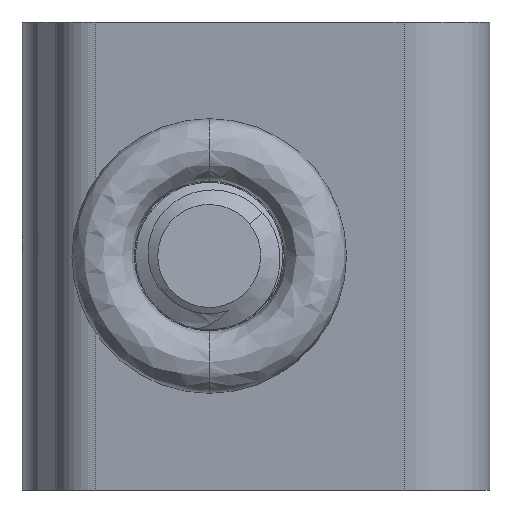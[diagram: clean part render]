
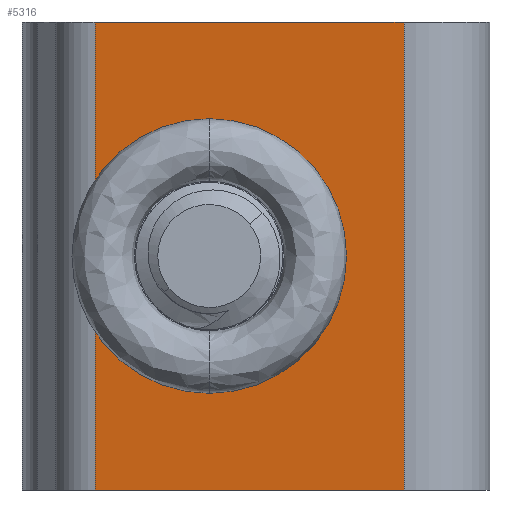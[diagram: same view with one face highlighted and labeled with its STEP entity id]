
A CAD part, front view. The second image highlights one B-rep face of the part: STEP entity #5316.
In plain terms, the highlighted planar face has unit normal (-0.149, -0.989, 0).
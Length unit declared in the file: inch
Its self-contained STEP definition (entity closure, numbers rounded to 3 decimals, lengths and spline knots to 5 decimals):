
#88 = VERTEX_POINT ( 'NONE', #938 ) ;
#168 = ORIENTED_EDGE ( 'NONE', *, *, #5122, .F. ) ;
#232 = DIRECTION ( 'NONE',  ( -0.989, 0.149, 0. ) ) ;
#357 = EDGE_CURVE ( 'NONE', #88, #2553, #5035, .T. ) ;
#397 = EDGE_CURVE ( 'NONE', #790, #88, #4229, .T. ) ;
#431 = DIRECTION ( 'NONE',  ( 0.149, 0.989, 0. ) ) ;
#464 = EDGE_CURVE ( 'NONE', #4307, #4381, #1894, .T. ) ;
#553 = CARTESIAN_POINT ( 'NONE',  ( 0.35983, -0.39128, -0.1335 ) ) ;
#569 = CARTESIAN_POINT ( 'NONE',  ( 0.35983, -0.39128, -0.1335 ) ) ;
#591 = EDGE_CURVE ( 'NONE', #4307, #4171, #2687, .T. ) ;
#764 = VERTEX_POINT ( 'NONE', #5454 ) ;
#790 = VERTEX_POINT ( 'NONE', #3728 ) ;
#806 = ORIENTED_EDGE ( 'NONE', *, *, #357, .F. ) ;
#938 = CARTESIAN_POINT ( 'NONE',  ( 0.61197, -0.42917, 0.375 ) ) ;
#992 = CARTESIAN_POINT ( 'NONE',  ( 0.35983, -0.39128, 0.1335 ) ) ;
#1108 = EDGE_LOOP ( 'NONE', ( #168, #2054, #5489, #3886 ) ) ;
#1165 = CARTESIAN_POINT ( 'NONE',  ( 0.03283, -0.34214, -0.1335 ) ) ;
#1303 = VECTOR ( 'NONE', #2465, 39.37008 ) ;
#1442 = LINE ( 'NONE', #3788, #4402 ) ;
#1656 = CARTESIAN_POINT ( 'NONE',  ( 0.35983, -0.39128, -0.1335 ) ) ;
#1686 = EDGE_LOOP ( 'NONE', ( #806, #2217, #3941, #5197 ) ) ;
#1753 = EDGE_CURVE ( 'NONE', #764, #4171, #1442, .T. ) ;
#1800 = EDGE_CURVE ( 'NONE', #2006, #790, #5746, .T. ) ;
#1894 = LINE ( 'NONE', #1656, #2900 ) ;
#2006 = VERTEX_POINT ( 'NONE', #3681 ) ;
#2037 = CARTESIAN_POINT ( 'NONE',  ( 0.11685, -0.35477, 0.375 ) ) ;
#2054 = ORIENTED_EDGE ( 'NONE', *, *, #1753, .T. ) ;
#2082 = CARTESIAN_POINT ( 'NONE',  ( 0.29983, -0.38226, 0.1335 ) ) ;
#2089 = EDGE_CURVE ( 'NONE', #2553, #2006, #5305, .T. ) ;
#2132 = CARTESIAN_POINT ( 'NONE',  ( 0.62683, -0.4314, -0.1335 ) ) ;
#2203 = VECTOR ( 'NONE', #5069, 39.37008 ) ;
#2217 = ORIENTED_EDGE ( 'NONE', *, *, #397, .F. ) ;
#2465 = DIRECTION ( 'NONE',  ( 0., 0., 1. ) ) ;
#2508 = DIRECTION ( 'NONE',  ( 0., 0., -1. ) ) ;
#2528 = CARTESIAN_POINT ( 'NONE',  ( 0.03283, -0.34214, 0.1335 ) ) ;
#2553 = VERTEX_POINT ( 'NONE', #4107 ) ;
#2674 = CARTESIAN_POINT ( 'NONE',  ( 0.29983, -0.38226, -0.1335 ) ) ;
#2687 =( BOUNDED_CURVE ( )  B_SPLINE_CURVE ( 3, ( #553, #2132, #3897, #992 ),
 .UNSPECIFIED., .F., .F. ) 
 B_SPLINE_CURVE_WITH_KNOTS ( ( 4, 4 ),
 ( 1.5708, 4.71239 ),
 .UNSPECIFIED. ) 
 CURVE ( )  GEOMETRIC_REPRESENTATION_ITEM ( )  RATIONAL_B_SPLINE_CURVE ( ( 1., 0.333, 0.333, 1. ) ) 
 REPRESENTATION_ITEM ( '' )  );
#2900 = VECTOR ( 'NONE', #5235, 39.37008 ) ;
#2969 = VECTOR ( 'NONE', #2508, 39.37008 ) ;
#3259 =( BOUNDED_CURVE ( )  B_SPLINE_CURVE ( 3, ( #2082, #2528, #1165, #4347 ),
 .UNSPECIFIED., .F., .T. ) 
 B_SPLINE_CURVE_WITH_KNOTS ( ( 4, 4 ),
 ( 4.71239, 7.85398 ),
 .UNSPECIFIED. ) 
 CURVE ( )  GEOMETRIC_REPRESENTATION_ITEM ( )  RATIONAL_B_SPLINE_CURVE ( ( 1., 0.333, 0.333, 1. ) ) 
 REPRESENTATION_ITEM ( '' )  );
#3307 = FACE_BOUND ( 'NONE', #1108, .T. ) ;
#3549 = PLANE ( 'NONE',  #5055 ) ;
#3567 = DIRECTION ( 'NONE',  ( -0.989, 0.149, 0. ) ) ;
#3681 = CARTESIAN_POINT ( 'NONE',  ( 0.11685, -0.35477, -0.375 ) ) ;
#3728 = CARTESIAN_POINT ( 'NONE',  ( 0.11685, -0.35477, 0.375 ) ) ;
#3788 = CARTESIAN_POINT ( 'NONE',  ( 0.29983, -0.38226, 0.1335 ) ) ;
#3886 = ORIENTED_EDGE ( 'NONE', *, *, #464, .T. ) ;
#3897 = CARTESIAN_POINT ( 'NONE',  ( 0.62683, -0.4314, 0.1335 ) ) ;
#3941 = ORIENTED_EDGE ( 'NONE', *, *, #1800, .F. ) ;
#4107 = CARTESIAN_POINT ( 'NONE',  ( 0.61197, -0.42917, -0.375 ) ) ;
#4171 = VERTEX_POINT ( 'NONE', #4650 ) ;
#4229 = LINE ( 'NONE', #4316, #2203 ) ;
#4307 = VERTEX_POINT ( 'NONE', #569 ) ;
#4316 = CARTESIAN_POINT ( 'NONE',  ( 0.61197, -0.42917, 0.375 ) ) ;
#4326 = CARTESIAN_POINT ( 'NONE',  ( 0.61197, -0.42917, 0.375 ) ) ;
#4347 = CARTESIAN_POINT ( 'NONE',  ( 0.29983, -0.38226, -0.1335 ) ) ;
#4381 = VERTEX_POINT ( 'NONE', #2674 ) ;
#4402 = VECTOR ( 'NONE', #4449, 39.37008 ) ;
#4449 = DIRECTION ( 'NONE',  ( 0.989, -0.149, 0. ) ) ;
#4650 = CARTESIAN_POINT ( 'NONE',  ( 0.35983, -0.39128, 0.1335 ) ) ;
#4782 = CARTESIAN_POINT ( 'NONE',  ( 0.61197, -0.42917, -0.375 ) ) ;
#5035 = LINE ( 'NONE', #4326, #2969 ) ;
#5055 = AXIS2_PLACEMENT_3D ( 'NONE', #5408, #431, #3567 ) ;
#5069 = DIRECTION ( 'NONE',  ( 0.989, -0.149, 0. ) ) ;
#5122 = EDGE_CURVE ( 'NONE', #764, #4381, #3259, .T. ) ;
#5159 = VECTOR ( 'NONE', #232, 39.37008 ) ;
#5197 = ORIENTED_EDGE ( 'NONE', *, *, #2089, .F. ) ;
#5235 = DIRECTION ( 'NONE',  ( -0.989, 0.149, 0. ) ) ;
#5305 = LINE ( 'NONE', #4782, #5159 ) ;
#5316 = ADVANCED_FACE ( 'NONE', ( #5892, #3307 ), #3549, .F. ) ;
#5408 = CARTESIAN_POINT ( 'NONE',  ( 0.61197, -0.42917, 0.375 ) ) ;
#5454 = CARTESIAN_POINT ( 'NONE',  ( 0.29983, -0.38226, 0.1335 ) ) ;
#5489 = ORIENTED_EDGE ( 'NONE', *, *, #591, .F. ) ;
#5746 = LINE ( 'NONE', #2037, #1303 ) ;
#5892 = FACE_OUTER_BOUND ( 'NONE', #1686, .T. ) ;
